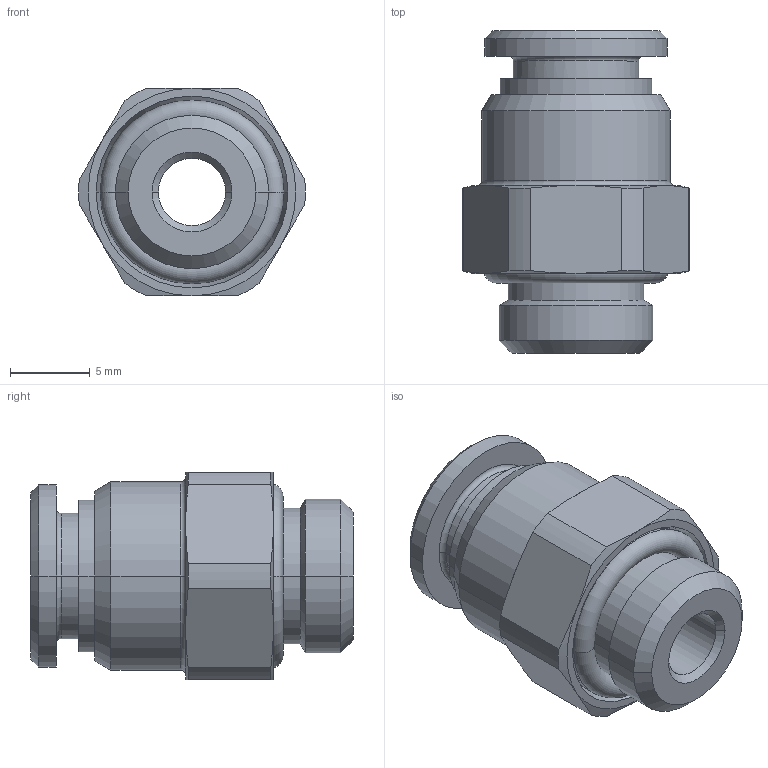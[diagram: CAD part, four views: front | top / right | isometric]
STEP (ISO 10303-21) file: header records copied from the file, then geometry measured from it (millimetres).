
FILE_DESCRIPTION((''),'2;1');
FILE_NAME('mxm.12.06.18',(''),('sopra-pneumatic'),'PRO/ENGINEER BY PARAMETRIC TECHNOLOGY CORPORATION, 2015110','PRO/ENGINEER BY PARAMETRIC TECHNOLOGY CORPORATION, 2015110','');
FILE_SCHEMA(('CONFIG_CONTROL_DESIGN'));
Length unit declared in the file: millimetre
Products named in the file (1): 380062B_951X4-6FF-1-8
Bounding box: 14.19 x 20.2 x 13 mm (x, y, z)
Volume: 1485.4 mm3; surface area: 1709.3 mm2
Topology: 2 solids, 2 shells, 86 faces, 190 edges, 112 vertices
Faces by surface type: cone 32, cylinder 26, plane 16, torus 12
Entity records: 2458 total; most frequent: CARTESIAN_POINT 480, DIRECTION 442, ORIENTED_EDGE 380, AXIS2_PLACEMENT_3D 194, EDGE_CURVE 190, VERTEX_POINT 112, CIRCLE 108, EDGE_LOOP 98
